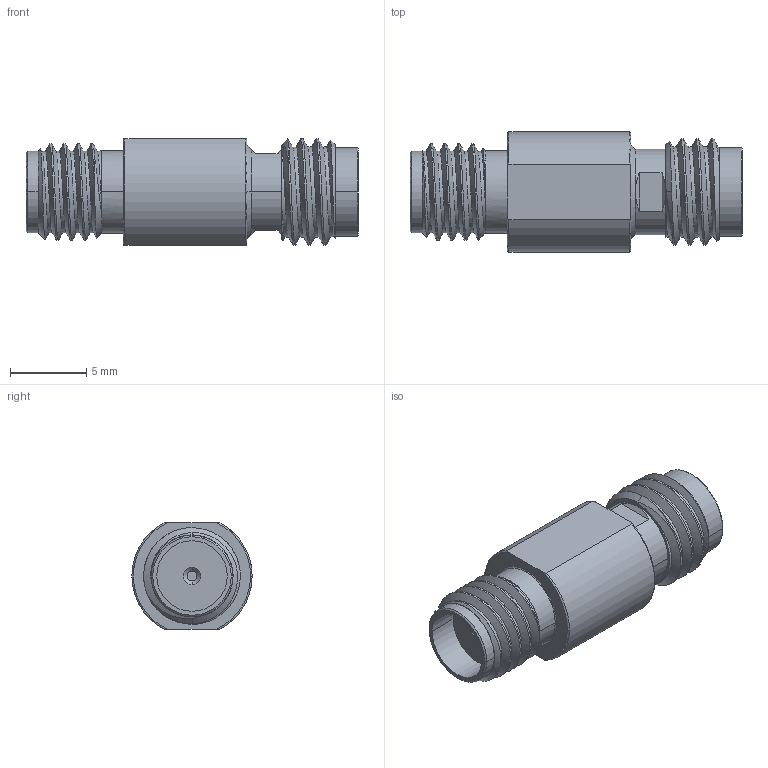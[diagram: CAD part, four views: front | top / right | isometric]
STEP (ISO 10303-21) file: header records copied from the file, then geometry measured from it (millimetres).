
FILE_DESCRIPTION (( 'STEP AP214' ), '1' );
FILE_NAME ('FMAD1621_3D.step', '2023-03-14T21:02:55', ( '' ), ( '' ), 'SwSTEP 2.0', 'SolidWorks 2022', '' );
FILE_SCHEMA (( 'AUTOMOTIVE_DESIGN' ));
Length unit declared in the file: millimetre
Products named in the file (4): FMAD1621_3D; 1.85 JACK^FMAD1621; 2.92 JACK mod^FMAD1621; ADS-185-3-185-8-10^FMAD1621
Assembly tree (3 placements, depth 2):
  FMAD1621_3D
    2.92 JACK mod^FMAD1621
    ADS-185-3-185-8-10^FMAD1621
    1.85 JACK^FMAD1621
Bounding box: 21.8 x 7.9 x 7 mm (x, y, z)
Volume: 673.7 mm3; surface area: 1089.3 mm2
Topology: 3 solids, 3 shells, 107 faces, 259 edges, 163 vertices
Faces by surface type: cylinder 42, cone 28, plane 21, torus 10, bspline 6
Entity records: 5126 total; most frequent: CARTESIAN_POINT 2581, ORIENTED_EDGE 518, DIRECTION 500, EDGE_CURVE 259, AXIS2_PLACEMENT_3D 212, VERTEX_POINT 163, EDGE_LOOP 118, ADVANCED_FACE 107
